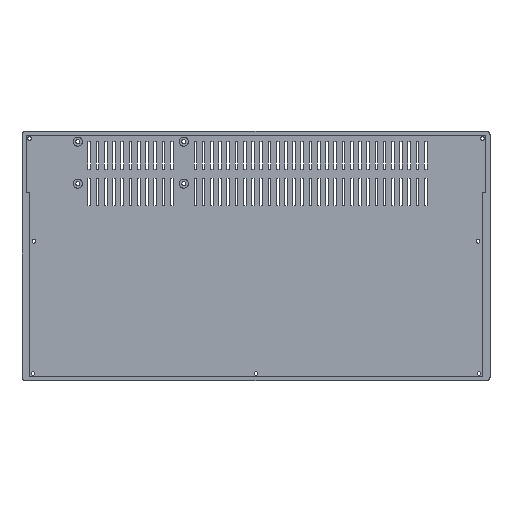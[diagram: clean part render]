
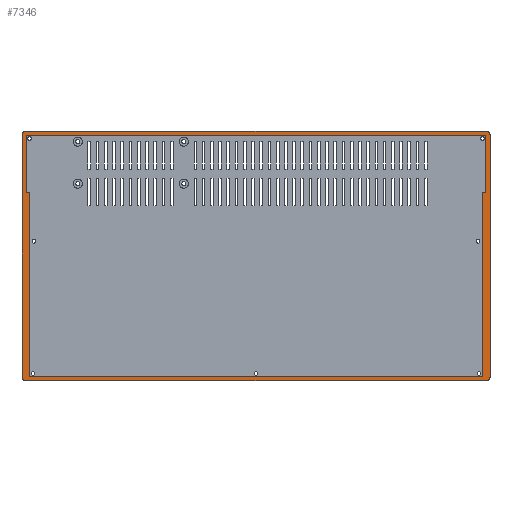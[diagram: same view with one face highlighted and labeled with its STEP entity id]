
A CAD part, top view. The second image highlights one B-rep face of the part: STEP entity #7346.
In plain terms, the highlighted planar face has unit normal (0, 0, 1).
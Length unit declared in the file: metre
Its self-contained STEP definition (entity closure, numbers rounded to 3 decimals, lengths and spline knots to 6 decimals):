
#683=LINE('',#11265,#1683);
#684=LINE('',#11270,#1684);
#685=LINE('',#11274,#1685);
#686=LINE('',#11278,#1686);
#687=LINE('',#11281,#1687);
#688=LINE('',#11284,#1688);
#689=LINE('',#11286,#1689);
#690=LINE('',#11288,#1690);
#691=LINE('',#11290,#1691);
#692=LINE('',#11292,#1692);
#693=LINE('',#11294,#1693);
#694=LINE('',#11296,#1694);
#1683=VECTOR('',#8823,1.);
#1684=VECTOR('',#8826,1.);
#1685=VECTOR('',#8829,1.);
#1686=VECTOR('',#8832,1.);
#1687=VECTOR('',#8835,1.);
#1688=VECTOR('',#8836,1.);
#1689=VECTOR('',#8837,1.);
#1690=VECTOR('',#8838,1.);
#1691=VECTOR('',#8839,1.);
#1692=VECTOR('',#8840,1.);
#1693=VECTOR('',#8841,1.);
#1694=VECTOR('',#8842,1.);
#2709=ORIENTED_EDGE('',*,*,#4785,.F.);
#2710=ORIENTED_EDGE('',*,*,#4786,.F.);
#2711=ORIENTED_EDGE('',*,*,#4787,.F.);
#2712=ORIENTED_EDGE('',*,*,#4788,.F.);
#2713=ORIENTED_EDGE('',*,*,#4789,.T.);
#2714=ORIENTED_EDGE('',*,*,#4790,.F.);
#2715=ORIENTED_EDGE('',*,*,#4791,.F.);
#2716=ORIENTED_EDGE('',*,*,#4792,.F.);
#2717=ORIENTED_EDGE('',*,*,#4793,.F.);
#2718=ORIENTED_EDGE('',*,*,#4794,.T.);
#2719=ORIENTED_EDGE('',*,*,#4795,.T.);
#2720=ORIENTED_EDGE('',*,*,#4796,.T.);
#2721=ORIENTED_EDGE('',*,*,#4797,.F.);
#2722=ORIENTED_EDGE('',*,*,#4798,.F.);
#2723=ORIENTED_EDGE('',*,*,#4799,.T.);
#2724=ORIENTED_EDGE('',*,*,#4800,.F.);
#4785=EDGE_CURVE('',#5823,#5824,#683,.T.);
#4786=EDGE_CURVE('',#5825,#5823,#5873,.T.);
#4787=EDGE_CURVE('',#5826,#5825,#684,.T.);
#4788=EDGE_CURVE('',#5827,#5826,#5874,.T.);
#4789=EDGE_CURVE('',#5827,#5828,#685,.T.);
#4790=EDGE_CURVE('',#5829,#5828,#5875,.T.);
#4791=EDGE_CURVE('',#5830,#5829,#686,.T.);
#4792=EDGE_CURVE('',#5824,#5830,#5876,.T.);
#4793=EDGE_CURVE('',#5831,#5832,#687,.T.);
#4794=EDGE_CURVE('',#5831,#5833,#688,.T.);
#4795=EDGE_CURVE('',#5833,#5834,#689,.T.);
#4796=EDGE_CURVE('',#5834,#5835,#690,.T.);
#4797=EDGE_CURVE('',#5836,#5835,#691,.T.);
#4798=EDGE_CURVE('',#5837,#5836,#692,.T.);
#4799=EDGE_CURVE('',#5837,#5838,#693,.T.);
#4800=EDGE_CURVE('',#5832,#5838,#694,.T.);
#5823=VERTEX_POINT('',#11266);
#5824=VERTEX_POINT('',#11267);
#5825=VERTEX_POINT('',#11269);
#5826=VERTEX_POINT('',#11271);
#5827=VERTEX_POINT('',#11273);
#5828=VERTEX_POINT('',#11275);
#5829=VERTEX_POINT('',#11277);
#5830=VERTEX_POINT('',#11279);
#5831=VERTEX_POINT('',#11282);
#5832=VERTEX_POINT('',#11283);
#5833=VERTEX_POINT('',#11285);
#5834=VERTEX_POINT('',#11287);
#5835=VERTEX_POINT('',#11289);
#5836=VERTEX_POINT('',#11291);
#5837=VERTEX_POINT('',#11293);
#5838=VERTEX_POINT('',#11295);
#5873=CIRCLE('',#7744,0.002004);
#5874=CIRCLE('',#7745,0.002004);
#5875=CIRCLE('',#7746,0.002004);
#5876=CIRCLE('',#7747,0.002004);
#6069=EDGE_LOOP('',(#2709,#2710,#2711,#2712,#2713,#2714,#2715,#2716));
#6070=EDGE_LOOP('',(#2717,#2718,#2719,#2720,#2721,#2722,#2723,#2724));
#6629=FACE_BOUND('',#6069,.T.);
#6630=FACE_BOUND('',#6070,.T.);
#7007=PLANE('',#7743);
#7346=ADVANCED_FACE('',(#6629,#6630),#7007,.F.);
#7743=AXIS2_PLACEMENT_3D('',#11264,#8821,#8822);
#7744=AXIS2_PLACEMENT_3D('',#11268,#8824,#8825);
#7745=AXIS2_PLACEMENT_3D('',#11272,#8827,#8828);
#7746=AXIS2_PLACEMENT_3D('',#11276,#8830,#8831);
#7747=AXIS2_PLACEMENT_3D('',#11280,#8833,#8834);
#8821=DIRECTION('',(0.,0.,-1.));
#8822=DIRECTION('',(1.,0.,0.));
#8823=DIRECTION('',(0.,-1.,0.));
#8824=DIRECTION('',(0.,0.,-1.));
#8825=DIRECTION('',(0.,1.,0.));
#8826=DIRECTION('',(1.,0.,0.));
#8827=DIRECTION('',(0.,0.,-1.));
#8828=DIRECTION('',(0.,1.,0.));
#8829=DIRECTION('',(0.,-1.,0.));
#8830=DIRECTION('',(0.,0.,-1.));
#8831=DIRECTION('',(0.,1.,0.));
#8832=DIRECTION('',(-1.,0.,0.));
#8833=DIRECTION('',(0.,0.,-1.));
#8834=DIRECTION('',(0.,1.,0.));
#8835=DIRECTION('',(0.,-1.,0.));
#8836=DIRECTION('',(1.,0.,0.));
#8837=DIRECTION('',(0.,-1.,0.));
#8838=DIRECTION('',(-1.,0.,0.));
#8839=DIRECTION('',(0.,1.,0.));
#8840=DIRECTION('',(1.,0.,0.));
#8841=DIRECTION('',(0.,1.,0.));
#8842=DIRECTION('',(1.,0.,0.));
#11264=CARTESIAN_POINT('',(0.,-0.008,0.));
#11265=CARTESIAN_POINT('',(0.128,-0.008,0.));
#11266=CARTESIAN_POINT('',(0.128,0.058236,0.));
#11267=CARTESIAN_POINT('',(0.128,-0.07424,0.));
#11268=CARTESIAN_POINT('',(0.125996,0.058236,0.));
#11269=CARTESIAN_POINT('',(0.125996,0.06024,0.));
#11270=CARTESIAN_POINT('',(0.,0.06024,0.));
#11271=CARTESIAN_POINT('',(-0.125996,0.06024,0.));
#11272=CARTESIAN_POINT('',(-0.125996,0.058236,0.));
#11273=CARTESIAN_POINT('',(-0.128,0.058236,0.));
#11274=CARTESIAN_POINT('',(-0.128,-0.008,0.));
#11275=CARTESIAN_POINT('',(-0.128,-0.07424,0.));
#11276=CARTESIAN_POINT('',(-0.125996,-0.074236,0.));
#11277=CARTESIAN_POINT('',(-0.126,-0.07624,0.));
#11278=CARTESIAN_POINT('',(0.128,-0.07624,0.));
#11279=CARTESIAN_POINT('',(0.126,-0.07624,0.));
#11280=CARTESIAN_POINT('',(0.125996,-0.074236,0.));
#11281=CARTESIAN_POINT('',(-0.1258,0.042363,0.));
#11282=CARTESIAN_POINT('',(-0.1258,0.05804,0.));
#11283=CARTESIAN_POINT('',(-0.1258,0.026686,0.));
#11284=CARTESIAN_POINT('',(0.,0.05804,0.));
#11285=CARTESIAN_POINT('',(0.1258,0.05804,0.));
#11286=CARTESIAN_POINT('',(0.1258,0.042363,0.));
#11287=CARTESIAN_POINT('',(0.1258,0.026686,0.));
#11288=CARTESIAN_POINT('',(0.1248,0.026686,0.));
#11289=CARTESIAN_POINT('',(0.1238,0.026686,0.));
#11290=CARTESIAN_POINT('',(0.1238,-0.023677,0.));
#11291=CARTESIAN_POINT('',(0.1238,-0.07404,0.));
#11292=CARTESIAN_POINT('',(0.,-0.07404,0.));
#11293=CARTESIAN_POINT('',(-0.1238,-0.07404,0.));
#11294=CARTESIAN_POINT('',(-0.1238,-0.023677,0.));
#11295=CARTESIAN_POINT('',(-0.1238,0.026686,0.));
#11296=CARTESIAN_POINT('',(-0.1248,0.026686,0.));
